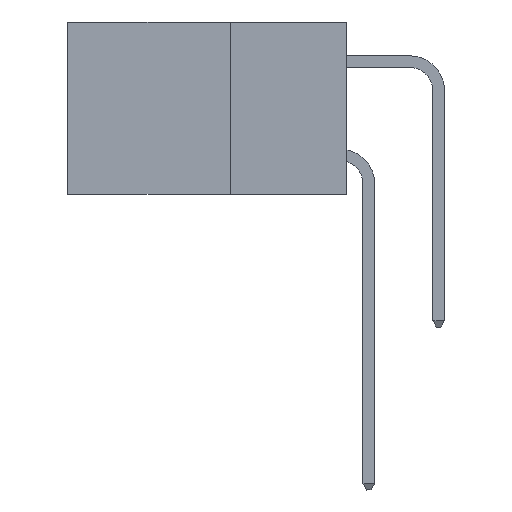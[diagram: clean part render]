
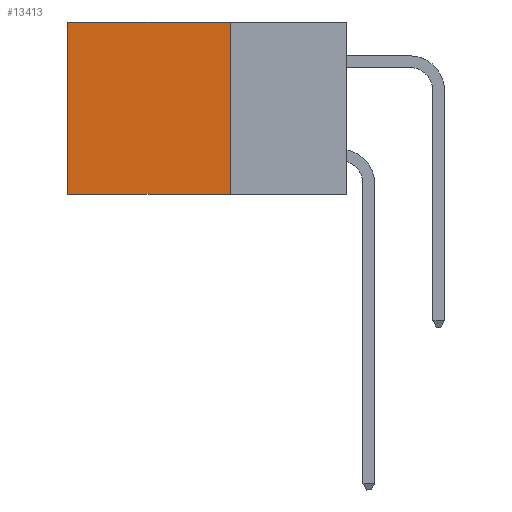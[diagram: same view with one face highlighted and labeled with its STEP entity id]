
A CAD part, left-side view. The second image highlights one B-rep face of the part: STEP entity #13413.
In plain terms, the highlighted planar face has unit normal (-1, 0, 0).
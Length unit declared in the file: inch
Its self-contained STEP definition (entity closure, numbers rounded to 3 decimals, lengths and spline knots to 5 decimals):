
#1040 = CARTESIAN_POINT ( 'NONE',  ( 0.2875, 0.25, 0. ) ) ;
#1635 = VERTEX_POINT ( 'NONE', #12429 ) ;
#2623 = CARTESIAN_POINT ( 'NONE',  ( 0.2875, 0.6, 0. ) ) ;
#3423 = DIRECTION ( 'NONE',  ( 0., 1., 0. ) ) ;
#4888 = ORIENTED_EDGE ( 'NONE', *, *, #34510, .F. ) ;
#6501 = CARTESIAN_POINT ( 'NONE',  ( 0.2875, 0.25, -0.37 ) ) ;
#10312 = VECTOR ( 'NONE', #31200, 39.37008 ) ;
#11480 = VECTOR ( 'NONE', #37351, 39.37008 ) ;
#12193 = CARTESIAN_POINT ( 'NONE',  ( 0.2875, 0.25, 0. ) ) ;
#12429 = CARTESIAN_POINT ( 'NONE',  ( 0.2875, 0.6, -0.37 ) ) ;
#12987 = ORIENTED_EDGE ( 'NONE', *, *, #24540, .F. ) ;
#13413 = ADVANCED_FACE ( 'NONE', ( #32147 ), #33038, .F. ) ;
#14068 = CARTESIAN_POINT ( 'NONE',  ( 0.2875, 0.6, 0. ) ) ;
#14403 = VERTEX_POINT ( 'NONE', #6501 ) ;
#14787 = LINE ( 'NONE', #2623, #10312 ) ;
#14853 = ORIENTED_EDGE ( 'NONE', *, *, #19530, .T. ) ;
#14903 = LINE ( 'NONE', #15412, #36723 ) ;
#15412 = CARTESIAN_POINT ( 'NONE',  ( 0.2875, 0.25, 0. ) ) ;
#19530 = EDGE_CURVE ( 'NONE', #38248, #1635, #14787, .T. ) ;
#20177 = DIRECTION ( 'NONE',  ( 1., 0., 0. ) ) ;
#23815 = EDGE_CURVE ( 'NONE', #40889, #38248, #25393, .T. ) ;
#24540 = EDGE_CURVE ( 'NONE', #40889, #14403, #14903, .T. ) ;
#24612 = DIRECTION ( 'NONE',  ( 0., 0., -1. ) ) ;
#24668 = VECTOR ( 'NONE', #3423, 39.37008 ) ;
#25393 = LINE ( 'NONE', #27810, #11480 ) ;
#27810 = CARTESIAN_POINT ( 'NONE',  ( 0.2875, 0.25, 0. ) ) ;
#30075 = LINE ( 'NONE', #35529, #24668 ) ;
#31200 = DIRECTION ( 'NONE',  ( 0., 0., -1. ) ) ;
#31867 = AXIS2_PLACEMENT_3D ( 'NONE', #1040, #20177, #36200 ) ;
#32147 = FACE_OUTER_BOUND ( 'NONE', #36291, .T. ) ;
#33038 = PLANE ( 'NONE',  #31867 ) ;
#34058 = ORIENTED_EDGE ( 'NONE', *, *, #23815, .T. ) ;
#34510 = EDGE_CURVE ( 'NONE', #14403, #1635, #30075, .T. ) ;
#35529 = CARTESIAN_POINT ( 'NONE',  ( 0.2875, 0.25, -0.37 ) ) ;
#36200 = DIRECTION ( 'NONE',  ( 0., 0., -1. ) ) ;
#36291 = EDGE_LOOP ( 'NONE', ( #14853, #4888, #12987, #34058 ) ) ;
#36723 = VECTOR ( 'NONE', #24612, 39.37008 ) ;
#37351 = DIRECTION ( 'NONE',  ( 0., 1., 0. ) ) ;
#38248 = VERTEX_POINT ( 'NONE', #14068 ) ;
#40889 = VERTEX_POINT ( 'NONE', #12193 ) ;
